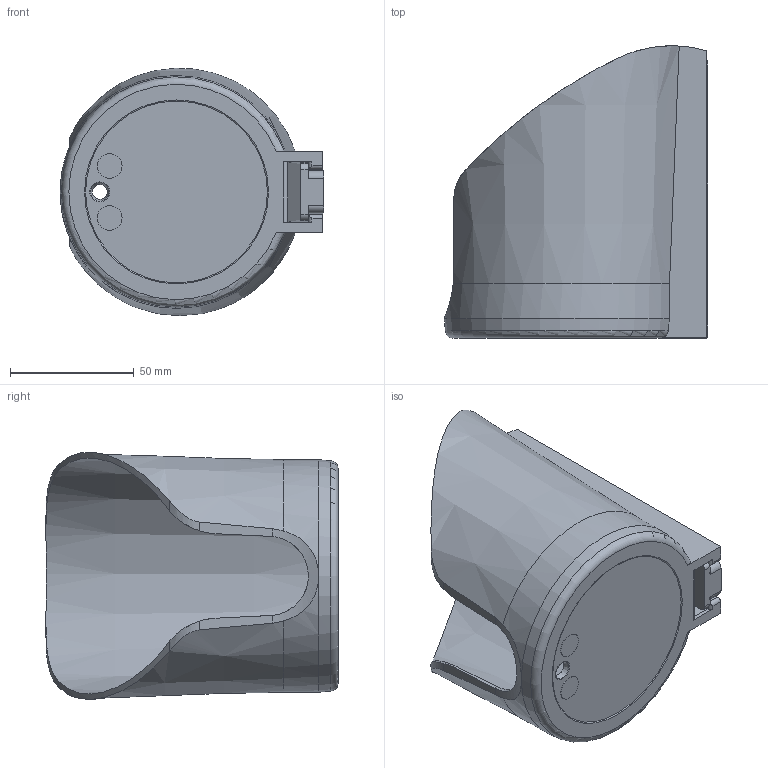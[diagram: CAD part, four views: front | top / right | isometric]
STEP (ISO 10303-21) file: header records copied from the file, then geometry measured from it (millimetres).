
FILE_DESCRIPTION(/* description */ ('STEP AP203'),/* implementation_level */ '2;1');
FILE_NAME(/* name */ '09308902',/* time_stamp */ '2022-10-06T19:46:06+02:00',/* author */ ('License CC BY-ND 4.0'),/* organization */ ('CADENAS'),/* preprocessor_version */ 'ST-DEVELOPER v18.102',/* originating_system */ 'PARTsolutions',/* authorisation */ ' ');
FILE_SCHEMA (('CONFIG_CONTROL_DESIGN'));
Length unit declared in the file: millimetre
Products named in the file (1): 09308902
Bounding box: 106.5 x 118 x 99.97 mm (x, y, z)
Volume: 112111.2 mm3; surface area: 80217.5 mm2
Topology: 1 solids, 1 shells, 152 faces, 448 edges, 297 vertices
Faces by surface type: cylinder 80, plane 60, cone 7, torus 5
Full cylindrical faces by diameter (mm): 5.5 x2, 10 x2
Entity records: 6333 total; most frequent: CARTESIAN_POINT 1103, DIRECTION 877, ORIENTED_EDGE 870, EDGE_CURVE 435, AXIS2_PLACEMENT_3D 322, VERTEX_POINT 296, LINE 233, VECTOR 233
